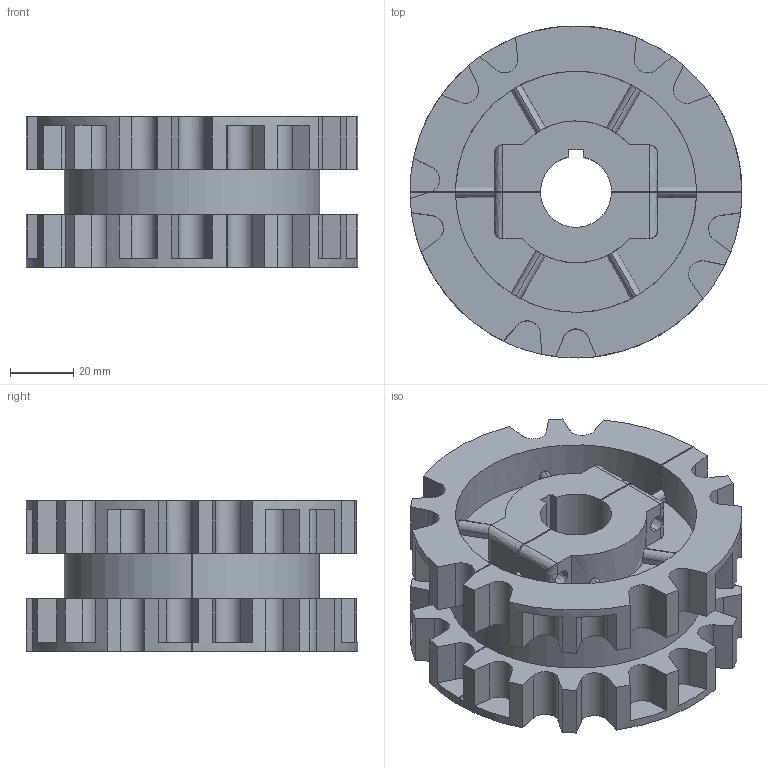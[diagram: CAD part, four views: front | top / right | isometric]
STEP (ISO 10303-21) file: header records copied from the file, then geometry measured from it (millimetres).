
FILE_DESCRIPTION(('FreeCAD Model'),'2;1');
FILE_NAME('Open CASCADE Shape Model','2025-04-29T05:39:10',('FreeCAD'),( 'FreeCAD'),'Open CASCADE STEP processor 7.6','FreeCAD','Unknown');
FILE_SCHEMA(('AUTOMOTIVE_DESIGN { 1 0 10303 214 1 1 1 1 }'));
Length unit declared in the file: millimetre
Products named in the file (1): Open CASCADE STEP translator 7.6 1
Bounding box: 105.02 x 104.97 x 47.58 mm (x, y, z)
Volume: 220616.3 mm3; surface area: 63191.2 mm2
Topology: 2 solids, 2 shells, 340 faces, 1024 edges, 680 vertices
Faces by surface type: bspline 340
Entity records: 11312 total; most frequent: CARTESIAN_POINT 5615, ORIENTED_EDGE 2048, EDGE_CURVE 1024, B_SPLINE_CURVE_WITH_KNOTS 698, VERTEX_POINT 680, FACE_BOUND 348, EDGE_LOOP 348, ADVANCED_FACE 340
